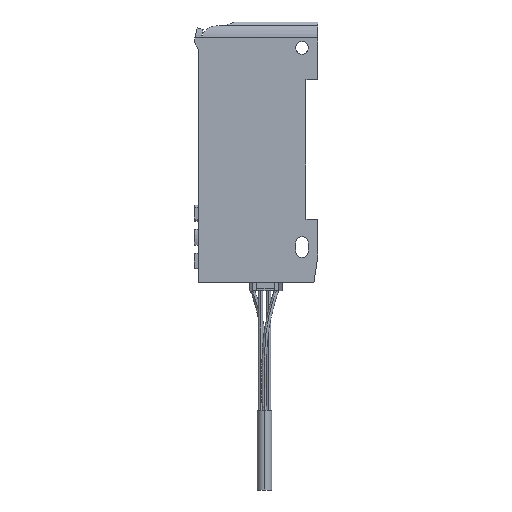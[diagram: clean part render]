
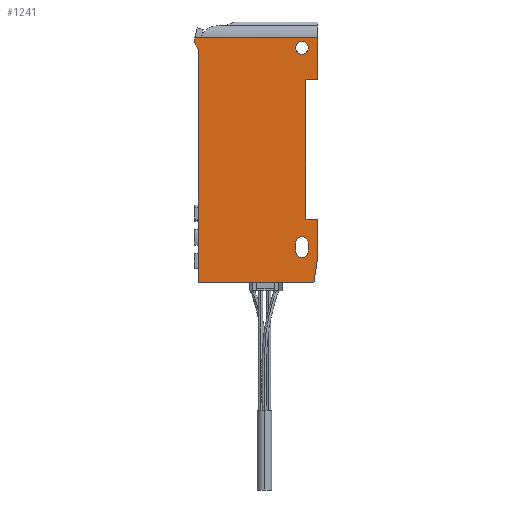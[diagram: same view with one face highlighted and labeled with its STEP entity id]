
A CAD part, left-side view. The second image highlights one B-rep face of the part: STEP entity #1241.
In plain terms, the highlighted planar face has unit normal (-1, 0, 0).
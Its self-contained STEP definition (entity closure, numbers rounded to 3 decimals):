
#698 = EDGE_CURVE ( 'NONE', #701, #702, #3333, .T. ) ;
#701 = VERTEX_POINT ( 'NONE', #3377 ) ;
#702 = VERTEX_POINT ( 'NONE', #3376 ) ;
#708 = EDGE_CURVE ( 'NONE', #709, #710, #3415, .T. ) ;
#709 = VERTEX_POINT ( 'NONE', #3406 ) ;
#710 = VERTEX_POINT ( 'NONE', #3405 ) ;
#780 = VERTEX_POINT ( 'NONE', #3665 ) ;
#785 = EDGE_CURVE ( 'NONE', #786, #780, #3853, .T. ) ;
#786 = VERTEX_POINT ( 'NONE', #3855 ) ;
#839 = VERTEX_POINT ( 'NONE', #4006 ) ;
#899 = VERTEX_POINT ( 'NONE', #4132 ) ;
#901 = EDGE_CURVE ( 'NONE', #899, #976, #4117, .T. ) ;
#939 = EDGE_CURVE ( 'NONE', #839, #940, #5462, .T. ) ;
#940 = VERTEX_POINT ( 'NONE', #3343 ) ;
#976 = VERTEX_POINT ( 'NONE', #3965 ) ;
#1146 = EDGE_CURVE ( 'NONE', #940, #1147, #4202, .T. ) ;
#1147 = VERTEX_POINT ( 'NONE', #4198 ) ;
#1200 = EDGE_CURVE ( 'NONE', #1257, #1201, #4471, .T. ) ;
#1201 = VERTEX_POINT ( 'NONE', #4435 ) ;
#1202 = ORIENTED_EDGE ( 'NONE', *, *, #1203, .T. ) ;
#1203 = EDGE_CURVE ( 'NONE', #710, #1204, #4434, .T. ) ;
#1204 = VERTEX_POINT ( 'NONE', #4430 ) ;
#1205 = ORIENTED_EDGE ( 'NONE', *, *, #1206, .T. ) ;
#1206 = EDGE_CURVE ( 'NONE', #1204, #1245, #4428, .T. ) ;
#1207 = EDGE_LOOP ( 'NONE', ( #1208, #1210 ) ) ;
#1208 = ORIENTED_EDGE ( 'NONE', *, *, #1209, .T. ) ;
#1209 = EDGE_CURVE ( 'NONE', #702, #701, #4423, .T. ) ;
#1210 = ORIENTED_EDGE ( 'NONE', *, *, #698, .T. ) ;
#1211 = EDGE_LOOP ( 'NONE', ( #1212, #1213, #1339, #1260, #1261, #1262, #1263, #1264, #1265, #1335, #1301 ) ) ;
#1212 = ORIENTED_EDGE ( 'NONE', *, *, #939, .F. ) ;
#1213 = ORIENTED_EDGE ( 'NONE', *, *, #1305, .T. ) ;
#1217 = EDGE_CURVE ( 'NONE', #1232, #1218, #4413, .T. ) ;
#1218 = VERTEX_POINT ( 'NONE', #4409 ) ;
#1231 = EDGE_CURVE ( 'NONE', #1201, #1232, #4371, .T. ) ;
#1232 = VERTEX_POINT ( 'NONE', #4367 ) ;
#1237 = EDGE_CURVE ( 'NONE', #780, #899, #4360, .T. ) ;
#1241 = ADVANCED_FACE ( 'NONE', ( #4356, #4355, #4354 ), #4353, .F. ) ;
#1242 = EDGE_LOOP ( 'NONE', ( #1243, #1251, #1253, #1202, #1205 ) ) ;
#1243 = ORIENTED_EDGE ( 'NONE', *, *, #1244, .T. ) ;
#1244 = EDGE_CURVE ( 'NONE', #1245, #1250, #4348, .T. ) ;
#1245 = VERTEX_POINT ( 'NONE', #4465 ) ;
#1250 = VERTEX_POINT ( 'NONE', #4460 ) ;
#1251 = ORIENTED_EDGE ( 'NONE', *, *, #1252, .T. ) ;
#1252 = EDGE_CURVE ( 'NONE', #1250, #709, #4459, .T. ) ;
#1253 = ORIENTED_EDGE ( 'NONE', *, *, #708, .T. ) ;
#1257 = VERTEX_POINT ( 'NONE', #4450 ) ;
#1258 = EDGE_CURVE ( 'NONE', #1147, #1257, #4449, .T. ) ;
#1260 = ORIENTED_EDGE ( 'NONE', *, *, #1237, .F. ) ;
#1261 = ORIENTED_EDGE ( 'NONE', *, *, #785, .F. ) ;
#1262 = ORIENTED_EDGE ( 'NONE', *, *, #1291, .F. ) ;
#1263 = ORIENTED_EDGE ( 'NONE', *, *, #1217, .F. ) ;
#1264 = ORIENTED_EDGE ( 'NONE', *, *, #1231, .F. ) ;
#1265 = ORIENTED_EDGE ( 'NONE', *, *, #1200, .F. ) ;
#1291 = EDGE_CURVE ( 'NONE', #1218, #786, #4338, .T. ) ;
#1301 = ORIENTED_EDGE ( 'NONE', *, *, #1146, .F. ) ;
#1305 = EDGE_CURVE ( 'NONE', #839, #976, #4304, .T. ) ;
#1335 = ORIENTED_EDGE ( 'NONE', *, *, #1258, .F. ) ;
#1339 = ORIENTED_EDGE ( 'NONE', *, *, #901, .F. ) ;
#3275 = CARTESIAN_POINT ( 'NONE',  ( -4.5, -13., -5.5 ) ) ;
#3276 = AXIS2_PLACEMENT_3D ( 'NONE', #3275, #3290, #3289 ) ;
#3289 = DIRECTION ( 'NONE',  ( 0., 0., -1. ) ) ;
#3290 = DIRECTION ( 'NONE',  ( 1., 0., 0. ) ) ;
#3333 = CIRCLE ( 'NONE', #3276, 1.6 ) ;
#3343 = CARTESIAN_POINT ( 'NONE',  ( -4.5, -17., -13.5 ) ) ;
#3362 = VECTOR ( 'NONE', #3382, 1000. ) ;
#3376 = CARTESIAN_POINT ( 'NONE',  ( -4.5, -13., -7.1 ) ) ;
#3377 = CARTESIAN_POINT ( 'NONE',  ( -4.5, -13., -3.9 ) ) ;
#3382 = DIRECTION ( 'NONE',  ( 0., 0., -1. ) ) ;
#3405 = CARTESIAN_POINT ( 'NONE',  ( -4.5, -11.4, -56.5 ) ) ;
#3406 = CARTESIAN_POINT ( 'NONE',  ( -4.5, -13., -58.1 ) ) ;
#3407 = DIRECTION ( 'NONE',  ( 0., 0., -1. ) ) ;
#3409 = AXIS2_PLACEMENT_3D ( 'NONE', #3416, #3420, #3407 ) ;
#3415 = CIRCLE ( 'NONE', #3409, 1.6 ) ;
#3416 = CARTESIAN_POINT ( 'NONE',  ( -4.5, -13., -56.5 ) ) ;
#3420 = DIRECTION ( 'NONE',  ( 1., 0., 0. ) ) ;
#3665 = CARTESIAN_POINT ( 'NONE',  ( -4.5, 13., -5.8 ) ) ;
#3850 = DIRECTION ( 'NONE',  ( 0., 0., 1. ) ) ;
#3851 = VECTOR ( 'NONE', #3850, 1000. ) ;
#3852 = CARTESIAN_POINT ( 'NONE',  ( -4.5, 13., -5.8 ) ) ;
#3853 = LINE ( 'NONE', #3852, #3851 ) ;
#3855 = CARTESIAN_POINT ( 'NONE',  ( -4.5, 13., -64.5 ) ) ;
#3965 = CARTESIAN_POINT ( 'NONE',  ( -4.5, 13.882, -3. ) ) ;
#4006 = CARTESIAN_POINT ( 'NONE',  ( -4.5, -17., -3. ) ) ;
#4114 = DIRECTION ( 'NONE',  ( 0., -0.213, 0.977 ) ) ;
#4115 = VECTOR ( 'NONE', #4114, 1000. ) ;
#4116 = CARTESIAN_POINT ( 'NONE',  ( -4.5, 14.1, -4. ) ) ;
#4117 = LINE ( 'NONE', #4116, #4115 ) ;
#4132 = CARTESIAN_POINT ( 'NONE',  ( -4.5, 14.1, -4. ) ) ;
#4198 = CARTESIAN_POINT ( 'NONE',  ( -4.5, -14., -13.5 ) ) ;
#4199 = VECTOR ( 'NONE', #4200, 1000. ) ;
#4200 = DIRECTION ( 'NONE',  ( 0., 1., 0. ) ) ;
#4201 = CARTESIAN_POINT ( 'NONE',  ( -4.5, -17., -13.5 ) ) ;
#4202 = LINE ( 'NONE', #4201, #4199 ) ;
#4301 = DIRECTION ( 'NONE',  ( 0., 1., 0. ) ) ;
#4302 = VECTOR ( 'NONE', #4301, 1000. ) ;
#4303 = CARTESIAN_POINT ( 'NONE',  ( -4.5, -17., -3. ) ) ;
#4304 = LINE ( 'NONE', #4303, #4302 ) ;
#4335 = DIRECTION ( 'NONE',  ( 0., 1., 0. ) ) ;
#4336 = VECTOR ( 'NONE', #4335, 1000. ) ;
#4337 = CARTESIAN_POINT ( 'NONE',  ( -4.5, -16., -64.5 ) ) ;
#4338 = LINE ( 'NONE', #4337, #4336 ) ;
#4347 = CARTESIAN_POINT ( 'NONE',  ( -4.5, -14.6, -54.5 ) ) ;
#4348 = LINE ( 'NONE', #4347, #4467 ) ;
#4349 = DIRECTION ( 'NONE',  ( 0., 0., -1. ) ) ;
#4350 = DIRECTION ( 'NONE',  ( 1., 0., 0. ) ) ;
#4351 = CARTESIAN_POINT ( 'NONE',  ( -4.5, 8.4, -4. ) ) ;
#4352 = AXIS2_PLACEMENT_3D ( 'NONE', #4351, #4350, #4349 ) ;
#4353 = PLANE ( 'NONE',  #4352 ) ;
#4354 = FACE_OUTER_BOUND ( 'NONE', #1211, .T. ) ;
#4355 = FACE_BOUND ( 'NONE', #1207, .T. ) ;
#4356 = FACE_BOUND ( 'NONE', #1242, .T. ) ;
#4357 = DIRECTION ( 'NONE',  ( 0., 0.521, 0.853 ) ) ;
#4358 = VECTOR ( 'NONE', #4357, 1000. ) ;
#4359 = CARTESIAN_POINT ( 'NONE',  ( -4.5, 13., -5.8 ) ) ;
#4360 = LINE ( 'NONE', #4359, #4358 ) ;
#4367 = CARTESIAN_POINT ( 'NONE',  ( -4.5, -17., -57.5 ) ) ;
#4368 = DIRECTION ( 'NONE',  ( 0., 0., -1. ) ) ;
#4369 = VECTOR ( 'NONE', #4368, 1000. ) ;
#4370 = CARTESIAN_POINT ( 'NONE',  ( -4.5, -17., -48.5 ) ) ;
#4371 = LINE ( 'NONE', #4370, #4369 ) ;
#4409 = CARTESIAN_POINT ( 'NONE',  ( -4.5, -16., -64.5 ) ) ;
#4410 = DIRECTION ( 'NONE',  ( 0., 0.141, -0.99 ) ) ;
#4411 = VECTOR ( 'NONE', #4410, 1000. ) ;
#4412 = CARTESIAN_POINT ( 'NONE',  ( -4.5, -17., -57.5 ) ) ;
#4413 = LINE ( 'NONE', #4412, #4411 ) ;
#4420 = DIRECTION ( 'NONE',  ( 0., 0., -1. ) ) ;
#4421 = DIRECTION ( 'NONE',  ( 1., 0., 0. ) ) ;
#4422 = AXIS2_PLACEMENT_3D ( 'NONE', #4429, #4421, #4420 ) ;
#4423 = CIRCLE ( 'NONE', #4422, 1.6 ) ;
#4424 = DIRECTION ( 'NONE',  ( 0., 0., -1. ) ) ;
#4425 = DIRECTION ( 'NONE',  ( 1., 0., 0. ) ) ;
#4426 = CARTESIAN_POINT ( 'NONE',  ( -4.5, -13., -54.5 ) ) ;
#4427 = AXIS2_PLACEMENT_3D ( 'NONE', #4426, #4425, #4424 ) ;
#4428 = CIRCLE ( 'NONE', #4427, 1.6 ) ;
#4429 = CARTESIAN_POINT ( 'NONE',  ( -4.5, -13., -5.5 ) ) ;
#4430 = CARTESIAN_POINT ( 'NONE',  ( -4.5, -11.4, -54.5 ) ) ;
#4431 = DIRECTION ( 'NONE',  ( 0., 0., 1. ) ) ;
#4432 = VECTOR ( 'NONE', #4431, 1000. ) ;
#4433 = CARTESIAN_POINT ( 'NONE',  ( -4.5, -11.4, -54.5 ) ) ;
#4434 = LINE ( 'NONE', #4433, #4432 ) ;
#4435 = CARTESIAN_POINT ( 'NONE',  ( -4.5, -17., -48.5 ) ) ;
#4446 = DIRECTION ( 'NONE',  ( 0., 0., -1. ) ) ;
#4447 = VECTOR ( 'NONE', #4446, 1000. ) ;
#4448 = CARTESIAN_POINT ( 'NONE',  ( -4.5, -14., -13.5 ) ) ;
#4449 = LINE ( 'NONE', #4448, #4447 ) ;
#4450 = CARTESIAN_POINT ( 'NONE',  ( -4.5, -14., -48.5 ) ) ;
#4455 = DIRECTION ( 'NONE',  ( 0., 0., -1. ) ) ;
#4456 = DIRECTION ( 'NONE',  ( 1., 0., 0. ) ) ;
#4457 = CARTESIAN_POINT ( 'NONE',  ( -4.5, -13., -56.5 ) ) ;
#4458 = AXIS2_PLACEMENT_3D ( 'NONE', #4457, #4456, #4455 ) ;
#4459 = CIRCLE ( 'NONE', #4458, 1.6 ) ;
#4460 = CARTESIAN_POINT ( 'NONE',  ( -4.5, -14.6, -56.5 ) ) ;
#4465 = CARTESIAN_POINT ( 'NONE',  ( -4.5, -14.6, -54.5 ) ) ;
#4466 = DIRECTION ( 'NONE',  ( 0., 0., -1. ) ) ;
#4467 = VECTOR ( 'NONE', #4466, 1000. ) ;
#4468 = DIRECTION ( 'NONE',  ( 0., -1., 0. ) ) ;
#4469 = VECTOR ( 'NONE', #4468, 1000. ) ;
#4470 = CARTESIAN_POINT ( 'NONE',  ( -4.5, -14., -48.5 ) ) ;
#4471 = LINE ( 'NONE', #4470, #4469 ) ;
#5460 = CARTESIAN_POINT ( 'NONE',  ( -4.5, -17., 1. ) ) ;
#5462 = LINE ( 'NONE', #5460, #3362 ) ;
